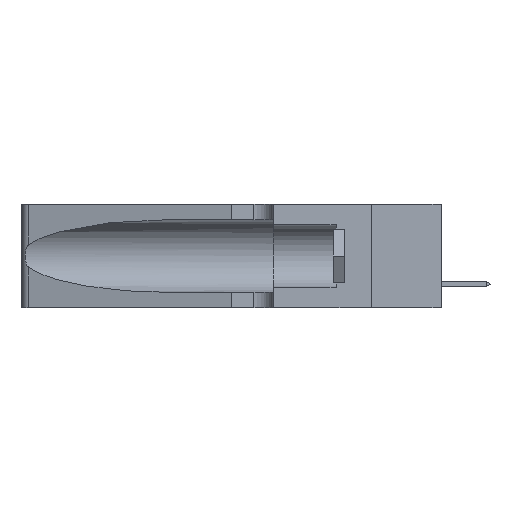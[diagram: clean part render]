
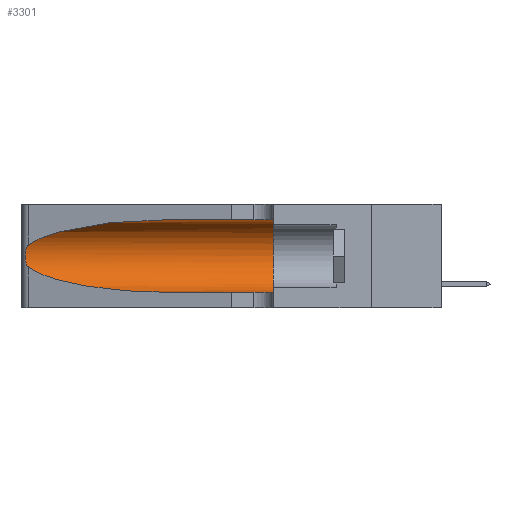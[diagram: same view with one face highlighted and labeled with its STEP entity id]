
A CAD part, left-side view. The second image highlights one B-rep face of the part: STEP entity #3301.
In plain terms, the highlighted cylindrical face has radius 3.308 mm (diameter 6.617 mm), a partial arc.
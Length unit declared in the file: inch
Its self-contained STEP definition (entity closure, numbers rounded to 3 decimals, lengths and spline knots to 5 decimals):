
#793 = CARTESIAN_POINT ( 'NONE',  ( 0.25639, 1.23186, 0.15144 ) ) ;
#900 = CARTESIAN_POINT ( 'NONE',  ( 0.25487, 1.22718, 0.22369 ) ) ;
#1054 = CARTESIAN_POINT ( 'NONE',  ( 0.1305, 0.72297, 0.31525 ) ) ;
#1078 = CARTESIAN_POINT ( 'NONE',  ( 0.26018, 1.23835, 0.19895 ) ) ;
#1586 = EDGE_CURVE ( 'NONE', #16815, #2330, #18460, .T. ) ;
#1682 = VERTEX_POINT ( 'NONE', #8556 ) ;
#2330 = VERTEX_POINT ( 'NONE', #10280 ) ;
#2547 = DIRECTION ( 'NONE',  ( 0., -1., 0. ) ) ;
#2749 = CARTESIAN_POINT ( 'NONE',  ( 0.26075, 1.23896, 0.178 ) ) ;
#2927 = CARTESIAN_POINT ( 'NONE',  ( 0.2373, 1.15595, 0.28018 ) ) ;
#2930 = CARTESIAN_POINT ( 'NONE',  ( 0.25555, 1.22993, 0.14849 ) ) ;
#3043 = EDGE_CURVE ( 'NONE', #25082, #7756, #13722, .T. ) ;
#3052 = VECTOR ( 'NONE', #20922, 39.37008 ) ;
#3301 = ADVANCED_FACE ( 'NONE', ( #21573 ), #23795, .F. ) ;
#3803 = CARTESIAN_POINT ( 'NONE',  ( 0.1305, 0.35, 0.185 ) ) ;
#4815 = DIRECTION ( 'NONE',  ( 0., 0., -1. ) ) ;
#6955 = EDGE_LOOP ( 'NONE', ( #11594, #15313, #16407, #23976, #9092, #14570 ) ) ;
#7009 = CARTESIAN_POINT ( 'NONE',  ( 0.26075, 1.23896, 0.19203 ) ) ;
#7194 = CARTESIAN_POINT ( 'NONE',  ( 0.25787, 1.23484, 0.2124 ) ) ;
#7756 = VERTEX_POINT ( 'NONE', #8092 ) ;
#8092 = CARTESIAN_POINT ( 'NONE',  ( 0.1305, 0.72297, 0.05475 ) ) ;
#8556 = CARTESIAN_POINT ( 'NONE',  ( 0.1305, 0.35, 0.31525 ) ) ;
#8730 = CARTESIAN_POINT ( 'NONE',  ( 0.25487, 1.22718, 0.14631 ) ) ;
#9083 = LINE ( 'NONE', #10444, #3052 ) ;
#9092 = ORIENTED_EDGE ( 'NONE', *, *, #17524, .F. ) ;
#9185 = DIRECTION ( 'NONE',  ( 0., -1., 0. ) ) ;
#10280 = CARTESIAN_POINT ( 'NONE',  ( 0.25487, 1.22718, 0.22369 ) ) ;
#10444 = CARTESIAN_POINT ( 'NONE',  ( 0.1305, 1.61858, 0.31525 ) ) ;
#10924 = CARTESIAN_POINT ( 'NONE',  ( 0.25856, 1.23593, 0.16098 ) ) ;
#11011 = CARTESIAN_POINT ( 'NONE',  ( 0.18966, 0.96281, 0.31525 ) ) ;
#11594 = ORIENTED_EDGE ( 'NONE', *, *, #1586, .T. ) ;
#12656 = VERTEX_POINT ( 'NONE', #25675 ) ;
#12696 = EDGE_CURVE ( 'NONE', #7756, #12656, #24784, .T. ) ;
#12892 = CARTESIAN_POINT ( 'NONE',  ( 0.25854, 1.2359, 0.20912 ) ) ;
#13722 =( BOUNDED_CURVE ( )  B_SPLINE_CURVE ( 3, ( #8730, #18754, #23835, #26156 ),
 .UNSPECIFIED., .F., .F. ) 
 B_SPLINE_CURVE_WITH_KNOTS ( ( 4, 4 ),
 ( 3.44316, 4.71239 ),
 .UNSPECIFIED. ) 
 CURVE ( )  GEOMETRIC_REPRESENTATION_ITEM ( )  RATIONAL_B_SPLINE_CURVE ( ( 1., 0.87, 0.87, 1. ) ) 
 REPRESENTATION_ITEM ( '' )  );
#14570 = ORIENTED_EDGE ( 'NONE', *, *, #19799, .F. ) ;
#15153 = CARTESIAN_POINT ( 'NONE',  ( 0.25789, 1.23486, 0.15765 ) ) ;
#15313 = ORIENTED_EDGE ( 'NONE', *, *, #16417, .T. ) ;
#16407 = ORIENTED_EDGE ( 'NONE', *, *, #3043, .T. ) ;
#16417 = EDGE_CURVE ( 'NONE', #2330, #25082, #17661, .T. ) ;
#16559 = CARTESIAN_POINT ( 'NONE',  ( 0.1305, 1.61858, 0.05475 ) ) ;
#16815 = VERTEX_POINT ( 'NONE', #1054 ) ;
#17218 = CARTESIAN_POINT ( 'NONE',  ( 0.25639, 1.23184, 0.21858 ) ) ;
#17524 = EDGE_CURVE ( 'NONE', #1682, #12656, #23288, .T. ) ;
#17661 = B_SPLINE_CURVE_WITH_KNOTS ( 'NONE', 3,
 ( #900, #25430, #17218, #7194, #12892, #1078, #7009, #2749, #23219, #10924, #15153, #793, #2930, #21429 ),
 .UNSPECIFIED., .F., .F.,
 ( 4, 2, 2, 2, 2, 2, 4 ),
 ( 0., 0.00027, 0.00053, 0.00107, 0.0016, 0.00187, 0.00214 ),
 .UNSPECIFIED. ) ;
#17990 = DIRECTION ( 'NONE',  ( 0., 1., 0. ) ) ;
#18460 =( BOUNDED_CURVE ( )  B_SPLINE_CURVE ( 3, ( #25157, #11011, #2927, #20914 ),
 .UNSPECIFIED., .F., .F. ) 
 B_SPLINE_CURVE_WITH_KNOTS ( ( 4, 4 ),
 ( 1.5708, 2.84003 ),
 .UNSPECIFIED. ) 
 CURVE ( )  GEOMETRIC_REPRESENTATION_ITEM ( )  RATIONAL_B_SPLINE_CURVE ( ( 1., 0.87, 0.87, 1. ) ) 
 REPRESENTATION_ITEM ( '' )  );
#18719 = VECTOR ( 'NONE', #2547, 39.37008 ) ;
#18754 = CARTESIAN_POINT ( 'NONE',  ( 0.2373, 1.15595, 0.08982 ) ) ;
#19799 = EDGE_CURVE ( 'NONE', #16815, #1682, #9083, .T. ) ;
#19817 = AXIS2_PLACEMENT_3D ( 'NONE', #21090, #9185, #4815 ) ;
#20914 = CARTESIAN_POINT ( 'NONE',  ( 0.25487, 1.22718, 0.22369 ) ) ;
#20922 = DIRECTION ( 'NONE',  ( 0., -1., 0. ) ) ;
#21090 = CARTESIAN_POINT ( 'NONE',  ( 0.1305, 1.61858, 0.185 ) ) ;
#21429 = CARTESIAN_POINT ( 'NONE',  ( 0.25487, 1.22718, 0.14631 ) ) ;
#21573 = FACE_OUTER_BOUND ( 'NONE', #6955, .T. ) ;
#23219 = CARTESIAN_POINT ( 'NONE',  ( 0.26017, 1.23833, 0.17102 ) ) ;
#23288 = CIRCLE ( 'NONE', #23800, 0.13025 ) ;
#23795 = CYLINDRICAL_SURFACE ( 'NONE', #19817, 0.13025 ) ;
#23800 = AXIS2_PLACEMENT_3D ( 'NONE', #3803, #17990, #24170 ) ;
#23835 = CARTESIAN_POINT ( 'NONE',  ( 0.18966, 0.96281, 0.05475 ) ) ;
#23976 = ORIENTED_EDGE ( 'NONE', *, *, #12696, .T. ) ;
#24170 = DIRECTION ( 'NONE',  ( 0., 0., 1. ) ) ;
#24509 = CARTESIAN_POINT ( 'NONE',  ( 0.25487, 1.22718, 0.14631 ) ) ;
#24784 = LINE ( 'NONE', #16559, #18719 ) ;
#25082 = VERTEX_POINT ( 'NONE', #24509 ) ;
#25157 = CARTESIAN_POINT ( 'NONE',  ( 0.1305, 0.72297, 0.31525 ) ) ;
#25430 = CARTESIAN_POINT ( 'NONE',  ( 0.25555, 1.22994, 0.2215 ) ) ;
#25675 = CARTESIAN_POINT ( 'NONE',  ( 0.1305, 0.35, 0.05475 ) ) ;
#26156 = CARTESIAN_POINT ( 'NONE',  ( 0.1305, 0.72297, 0.05475 ) ) ;
